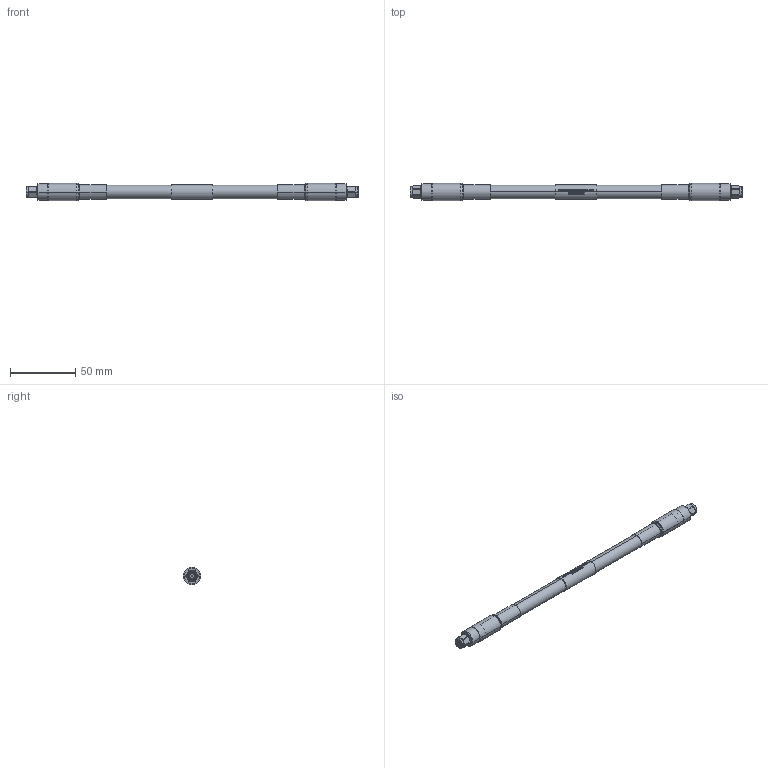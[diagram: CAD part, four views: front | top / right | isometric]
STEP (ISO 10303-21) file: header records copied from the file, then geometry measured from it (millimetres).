
FILE_DESCRIPTION (( 'STEP AP214' ), '1' );
FILE_NAME ('FMCA100173_3D.step', '2024-08-20T17:00:15', ( '' ), ( '' ), 'SwSTEP 2.0', 'SolidWorks 2022', '' );
FILE_SCHEMA (( 'AUTOMOTIVE_DESIGN' ));
Length unit declared in the file: inch
Products named in the file (8): FM Cable Assy Label^FMCA100173_D_405; TC-400-SM-X^FMCA100173; Copy of TC-400-SM-X_body^TC-400-SM-X_FMCA100173; Copy of TC-400-SM-X_insulator^TC-400-SM-X_FMCA100173; TCOM-195-240-400-600 for cable assy^FMCA100173_TCOM-400; FMCA100173_3D; Copy of TC-400-SM-X_c-contact^TC-400-SM-X_FMCA100173; Copy of TC-400-SM-X_ferrule^TC-400-SM-X_FMCA100173
Assembly tree (8 placements, depth 3):
  FMCA100173_3D
    TCOM-195-240-400-600 for cable assy^FMCA100173_TCOM-400
    FM Cable Assy Label^FMCA100173_D_405
    TC-400-SM-X^FMCA100173  x2
      Copy of TC-400-SM-X_body^TC-400-SM-X_FMCA100173
      Copy of TC-400-SM-X_c-contact^TC-400-SM-X_FMCA100173
      Copy of TC-400-SM-X_insulator^TC-400-SM-X_FMCA100173
      Copy of TC-400-SM-X_ferrule^TC-400-SM-X_FMCA100173
Bounding box: 253.49 x 13.16 x 13.16 mm (x, y, z)
Volume: 24171.6 mm3; surface area: 23306.4 mm2
Topology: 12 solids, 12 shells, 1260 faces, 3220 edges, 2096 vertices
Faces by surface type: plane 784, cylinder 180, bspline 164, cone 108, torus 20, sphere 4
Entity records: 40318 total; most frequent: CARTESIAN_POINT 15032, ORIENTED_EDGE 5778, DIRECTION 4315, EDGE_CURVE 2889, VERTEX_POINT 1902, VECTOR 1721, LINE 1721, AXIS2_PLACEMENT_3D 1297
